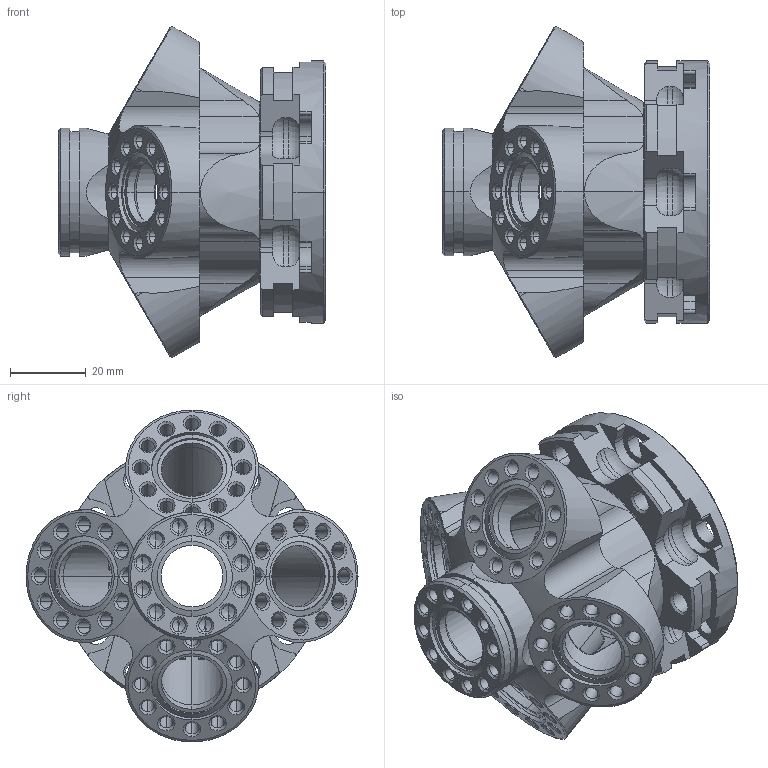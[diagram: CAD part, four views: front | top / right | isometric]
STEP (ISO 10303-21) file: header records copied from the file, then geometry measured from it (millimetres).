
FILE_DESCRIPTION (( 'STEP AP203' ), '1' );
FILE_NAME ('MCF275-FlgMplxr-Cr1A5_(53-321020-A).STEP', '2009-07-15T16:48:58', ( ' ' ), ( ' ' ), 'SwSTEP 2.0', 'SolidWorks 2009', '' );
FILE_SCHEMA (( 'CONFIG_CONTROL_DESIGN' ));
Length unit declared in the file: inch
Products named in the file (1): MCF275-FlgMplxr-Cr1A5_(53-321020-A)
Bounding box: 70.61 x 87.7 x 87.64 mm (x, y, z)
Volume: 78007.5 mm3; surface area: 47821.6 mm2
Topology: 3 solids, 3 shells, 811 faces, 1992 edges, 1139 vertices
Faces by surface type: cylinder 321, cone 316, plane 96, torus 38, bspline 36, sphere 4
Entity records: 28374 total; most frequent: CARTESIAN_POINT 9641, DIRECTION 4131, ORIENTED_EDGE 3744, EDGE_CURVE 1872, AXIS2_PLACEMENT_3D 1677, VERTEX_POINT 1139, EDGE_LOOP 921, CIRCLE 901
